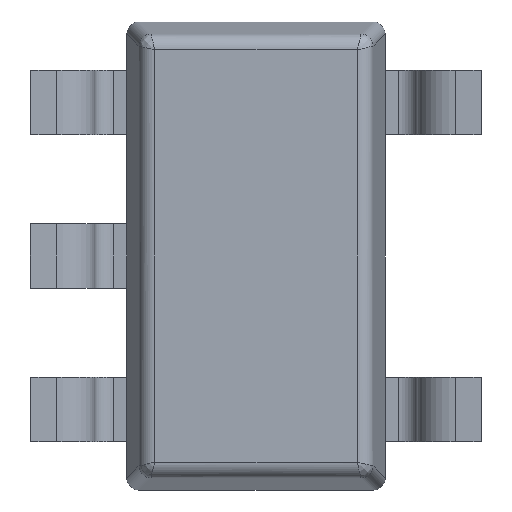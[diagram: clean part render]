
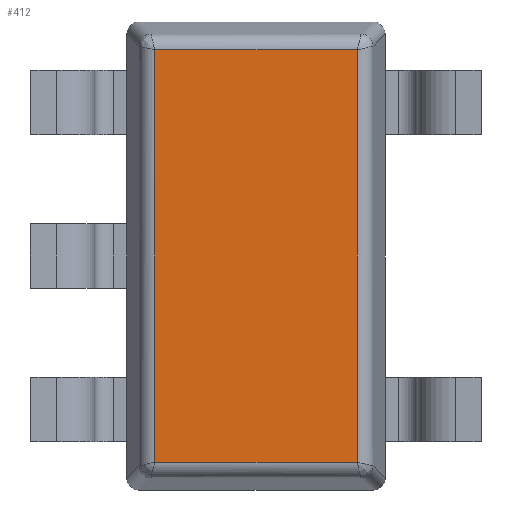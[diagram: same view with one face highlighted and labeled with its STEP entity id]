
A CAD part, front view. The second image highlights one B-rep face of the part: STEP entity #412.
In plain terms, the highlighted planar face has unit normal (0, -1, 0).
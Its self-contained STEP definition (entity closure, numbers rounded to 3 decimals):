
#57 = CARTESIAN_POINT ( 'NONE',  ( -0.627, 0.1, -1.277 ) ) ;
#104 = VECTOR ( 'NONE', #1830, 1000. ) ;
#123 = DIRECTION ( 'NONE',  ( 0., 0., -1. ) ) ;
#145 = AXIS2_PLACEMENT_3D ( 'NONE', #622, #879, #123 ) ;
#289 = EDGE_CURVE ( 'NONE', #2594, #3296, #1653, .T. ) ;
#412 = ADVANCED_FACE ( 'NONE', ( #2781 ), #887, .T. ) ;
#552 = EDGE_LOOP ( 'NONE', ( #1027, #2458, #1263, #1138 ) ) ;
#622 = CARTESIAN_POINT ( 'NONE',  ( 0., 0.1, 0. ) ) ;
#787 = VERTEX_POINT ( 'NONE', #2674 ) ;
#814 = CARTESIAN_POINT ( 'NONE',  ( 0., 0.1, -1.277 ) ) ;
#821 = LINE ( 'NONE', #3102, #2427 ) ;
#879 = DIRECTION ( 'NONE',  ( 0., -1., 0. ) ) ;
#887 = PLANE ( 'NONE',  #145 ) ;
#1027 = ORIENTED_EDGE ( 'NONE', *, *, #3165, .T. ) ;
#1138 = ORIENTED_EDGE ( 'NONE', *, *, #289, .T. ) ;
#1263 = ORIENTED_EDGE ( 'NONE', *, *, #1858, .T. ) ;
#1271 = VECTOR ( 'NONE', #2658, 1000. ) ;
#1645 = VECTOR ( 'NONE', #2620, 1000. ) ;
#1653 = LINE ( 'NONE', #814, #104 ) ;
#1770 = VERTEX_POINT ( 'NONE', #2815 ) ;
#1807 = EDGE_CURVE ( 'NONE', #787, #1770, #3101, .T. ) ;
#1830 = DIRECTION ( 'NONE',  ( 1., 0., 0. ) ) ;
#1858 = EDGE_CURVE ( 'NONE', #1770, #2594, #2730, .T. ) ;
#2082 = DIRECTION ( 'NONE',  ( 0., 0., 1. ) ) ;
#2427 = VECTOR ( 'NONE', #2082, 1000. ) ;
#2458 = ORIENTED_EDGE ( 'NONE', *, *, #1807, .T. ) ;
#2594 = VERTEX_POINT ( 'NONE', #57 ) ;
#2620 = DIRECTION ( 'NONE',  ( -1., 0., 0. ) ) ;
#2646 = CARTESIAN_POINT ( 'NONE',  ( 0.627, 0.1, -1.277 ) ) ;
#2658 = DIRECTION ( 'NONE',  ( 0., 0., -1. ) ) ;
#2674 = CARTESIAN_POINT ( 'NONE',  ( 0.627, 0.1, 1.277 ) ) ;
#2730 = LINE ( 'NONE', #3203, #1271 ) ;
#2781 = FACE_OUTER_BOUND ( 'NONE', #552, .T. ) ;
#2815 = CARTESIAN_POINT ( 'NONE',  ( -0.627, 0.1, 1.277 ) ) ;
#3101 = LINE ( 'NONE', #3155, #1645 ) ;
#3102 = CARTESIAN_POINT ( 'NONE',  ( 0.627, 0.1, 0. ) ) ;
#3155 = CARTESIAN_POINT ( 'NONE',  ( 0., 0.1, 1.277 ) ) ;
#3165 = EDGE_CURVE ( 'NONE', #3296, #787, #821, .T. ) ;
#3203 = CARTESIAN_POINT ( 'NONE',  ( -0.627, 0.1, 0. ) ) ;
#3296 = VERTEX_POINT ( 'NONE', #2646 ) ;
